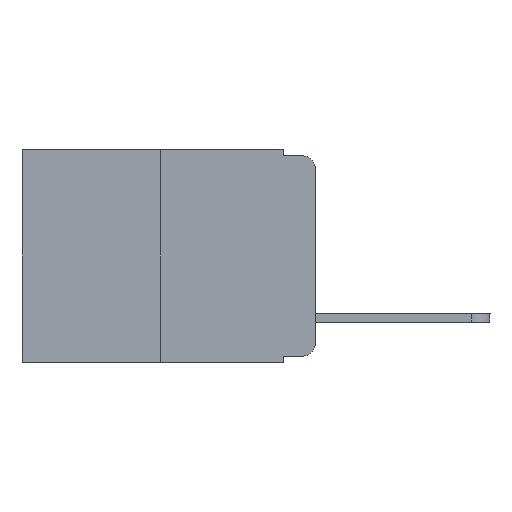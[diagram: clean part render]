
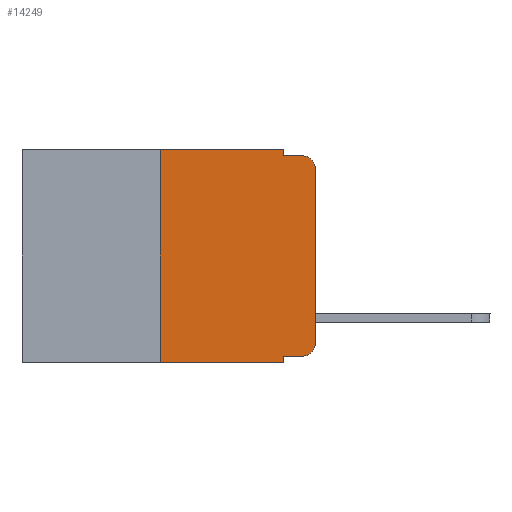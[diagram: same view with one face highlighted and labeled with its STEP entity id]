
A CAD part, left-side view. The second image highlights one B-rep face of the part: STEP entity #14249.
In plain terms, the highlighted planar face has unit normal (-1, 0, 0).
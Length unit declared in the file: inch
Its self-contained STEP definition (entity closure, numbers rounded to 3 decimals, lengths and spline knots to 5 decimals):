
#154 = VERTEX_POINT ( 'NONE', #3788 ) ;
#583 = CARTESIAN_POINT ( 'NONE',  ( 0., 0.473, 0. ) ) ;
#795 = ORIENTED_EDGE ( 'NONE', *, *, #21096, .T. ) ;
#1767 = VECTOR ( 'NONE', #20135, 39.37008 ) ;
#1825 = VECTOR ( 'NONE', #5204, 39.37008 ) ;
#1962 = LINE ( 'NONE', #3508, #1825 ) ;
#1980 = CARTESIAN_POINT ( 'NONE',  ( 0., 0.25, 0. ) ) ;
#2038 = EDGE_LOOP ( 'NONE', ( #15891, #19648, #6162, #2624, #18738, #2667, #7366, #13697, #795, #11067 ) ) ;
#2252 = EDGE_CURVE ( 'NONE', #10726, #15781, #11887, .T. ) ;
#2433 = EDGE_CURVE ( 'NONE', #11867, #20928, #9955, .T. ) ;
#2624 = ORIENTED_EDGE ( 'NONE', *, *, #8480, .F. ) ;
#2667 = ORIENTED_EDGE ( 'NONE', *, *, #15354, .F. ) ;
#2725 = CARTESIAN_POINT ( 'NONE',  ( 0., 0.02, -0.313 ) ) ;
#3508 = CARTESIAN_POINT ( 'NONE',  ( 0., 0.051, -0.333 ) ) ;
#3581 = PLANE ( 'NONE',  #6545 ) ;
#3701 = DIRECTION ( 'NONE',  ( 1., 0., 0. ) ) ;
#3788 = CARTESIAN_POINT ( 'NONE',  ( 0., 0.02, -0.01 ) ) ;
#3855 = VECTOR ( 'NONE', #8832, 39.37008 ) ;
#3974 = CARTESIAN_POINT ( 'NONE',  ( 0., 0.051, 0. ) ) ;
#4722 = CARTESIAN_POINT ( 'NONE',  ( 0., 0., -0.313 ) ) ;
#4892 = CARTESIAN_POINT ( 'NONE',  ( 0., 0.051, -0.343 ) ) ;
#5204 = DIRECTION ( 'NONE',  ( 0., -1., 0. ) ) ;
#5324 = VECTOR ( 'NONE', #10759, 39.37008 ) ;
#5397 = LINE ( 'NONE', #583, #3855 ) ;
#5953 = VERTEX_POINT ( 'NONE', #1980 ) ;
#6162 = ORIENTED_EDGE ( 'NONE', *, *, #16048, .F. ) ;
#6332 = EDGE_CURVE ( 'NONE', #20928, #154, #13641, .T. ) ;
#6545 = AXIS2_PLACEMENT_3D ( 'NONE', #17199, #3701, #10493 ) ;
#7366 = ORIENTED_EDGE ( 'NONE', *, *, #2252, .T. ) ;
#7540 = DIRECTION ( 'NONE',  ( 0., 0., -1. ) ) ;
#8156 = LINE ( 'NONE', #15080, #20111 ) ;
#8480 = EDGE_CURVE ( 'NONE', #16416, #9654, #19512, .T. ) ;
#8832 = DIRECTION ( 'NONE',  ( 0., -1., 0. ) ) ;
#9241 = DIRECTION ( 'NONE',  ( 0., 0., -1. ) ) ;
#9422 = CARTESIAN_POINT ( 'NONE',  ( 0., 0.25, -0.343 ) ) ;
#9476 = EDGE_CURVE ( 'NONE', #10819, #11867, #18971, .T. ) ;
#9591 = LINE ( 'NONE', #10940, #21475 ) ;
#9654 = VERTEX_POINT ( 'NONE', #17201 ) ;
#9671 = AXIS2_PLACEMENT_3D ( 'NONE', #2725, #14539, #7540 ) ;
#9955 = LINE ( 'NONE', #16654, #1767 ) ;
#10271 = CARTESIAN_POINT ( 'NONE',  ( 0., 0.051, -0.01 ) ) ;
#10493 = DIRECTION ( 'NONE',  ( 0., 0., -1. ) ) ;
#10726 = VERTEX_POINT ( 'NONE', #9422 ) ;
#10759 = DIRECTION ( 'NONE',  ( 0., -1., 0. ) ) ;
#10819 = VERTEX_POINT ( 'NONE', #17790 ) ;
#10940 = CARTESIAN_POINT ( 'NONE',  ( 0., 0.051, 0. ) ) ;
#11067 = ORIENTED_EDGE ( 'NONE', *, *, #9476, .T. ) ;
#11751 = DIRECTION ( 'NONE',  ( 0., 0., -1. ) ) ;
#11867 = VERTEX_POINT ( 'NONE', #4722 ) ;
#11877 = CARTESIAN_POINT ( 'NONE',  ( 0., 0.02, -0.03 ) ) ;
#11887 = LINE ( 'NONE', #19690, #5324 ) ;
#12045 = FACE_OUTER_BOUND ( 'NONE', #2038, .T. ) ;
#12499 = VECTOR ( 'NONE', #9241, 39.37008 ) ;
#13641 = CIRCLE ( 'NONE', #16491, 0.02 ) ;
#13697 = ORIENTED_EDGE ( 'NONE', *, *, #13959, .F. ) ;
#13959 = EDGE_CURVE ( 'NONE', #18772, #15781, #9591, .T. ) ;
#14249 = ADVANCED_FACE ( 'NONE', ( #12045 ), #3581, .F. ) ;
#14539 = DIRECTION ( 'NONE',  ( -1., 0., 0. ) ) ;
#15080 = CARTESIAN_POINT ( 'NONE',  ( 0., 0.25, 0. ) ) ;
#15354 = EDGE_CURVE ( 'NONE', #10726, #5953, #8156, .T. ) ;
#15781 = VERTEX_POINT ( 'NONE', #4892 ) ;
#15891 = ORIENTED_EDGE ( 'NONE', *, *, #2433, .T. ) ;
#16048 = EDGE_CURVE ( 'NONE', #9654, #154, #19103, .T. ) ;
#16416 = VERTEX_POINT ( 'NONE', #3974 ) ;
#16491 = AXIS2_PLACEMENT_3D ( 'NONE', #11877, #17120, #11751 ) ;
#16654 = CARTESIAN_POINT ( 'NONE',  ( 0., 0., 0. ) ) ;
#16673 = CARTESIAN_POINT ( 'NONE',  ( 0., 0., -0.03 ) ) ;
#17087 = DIRECTION ( 'NONE',  ( 0., -1., 0. ) ) ;
#17120 = DIRECTION ( 'NONE',  ( -1., 0., 0. ) ) ;
#17199 = CARTESIAN_POINT ( 'NONE',  ( 0., 0.473, 0. ) ) ;
#17201 = CARTESIAN_POINT ( 'NONE',  ( 0., 0.051, -0.01 ) ) ;
#17790 = CARTESIAN_POINT ( 'NONE',  ( 0., 0.02, -0.333 ) ) ;
#18091 = DIRECTION ( 'NONE',  ( 0., 0., -1. ) ) ;
#18412 = EDGE_CURVE ( 'NONE', #5953, #16416, #5397, .T. ) ;
#18738 = ORIENTED_EDGE ( 'NONE', *, *, #18412, .F. ) ;
#18772 = VERTEX_POINT ( 'NONE', #21632 ) ;
#18971 = CIRCLE ( 'NONE', #9671, 0.02 ) ;
#19103 = LINE ( 'NONE', #10271, #20496 ) ;
#19512 = LINE ( 'NONE', #21078, #12499 ) ;
#19648 = ORIENTED_EDGE ( 'NONE', *, *, #6332, .T. ) ;
#19690 = CARTESIAN_POINT ( 'NONE',  ( 0., 0.473, -0.343 ) ) ;
#20111 = VECTOR ( 'NONE', #21882, 39.37008 ) ;
#20135 = DIRECTION ( 'NONE',  ( 0., 0., 1. ) ) ;
#20496 = VECTOR ( 'NONE', #17087, 39.37008 ) ;
#20928 = VERTEX_POINT ( 'NONE', #16673 ) ;
#21078 = CARTESIAN_POINT ( 'NONE',  ( 0., 0.051, 0. ) ) ;
#21096 = EDGE_CURVE ( 'NONE', #18772, #10819, #1962, .T. ) ;
#21475 = VECTOR ( 'NONE', #18091, 39.37008 ) ;
#21632 = CARTESIAN_POINT ( 'NONE',  ( 0., 0.051, -0.333 ) ) ;
#21882 = DIRECTION ( 'NONE',  ( 0., 0., 1. ) ) ;
